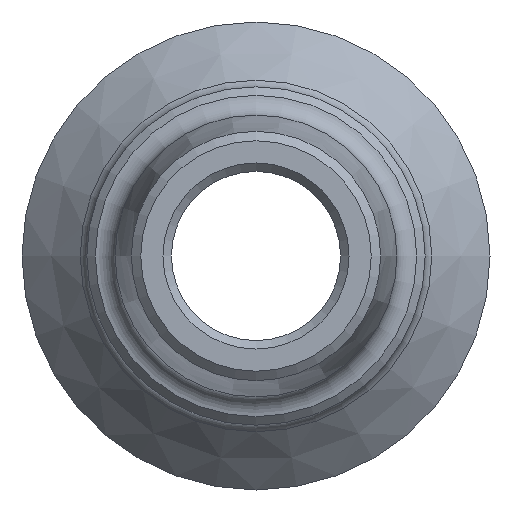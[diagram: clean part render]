
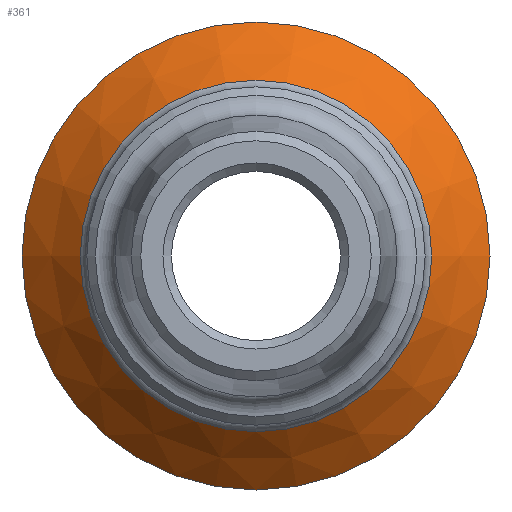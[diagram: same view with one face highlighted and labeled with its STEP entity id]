
A CAD part, left-side view. The second image highlights one B-rep face of the part: STEP entity #361.
In plain terms, the highlighted conical face has half-angle 45 degrees and reference radius 7.15 mm.
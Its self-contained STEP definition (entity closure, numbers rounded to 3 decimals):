
#25=CONICAL_SURFACE('',#417,7.15,0.785);
#37=LINE('',#638,#51);
#51=VECTOR('',#504,7.15);
#71=FACE_OUTER_BOUND('',#95,.T.);
#95=EDGE_LOOP('',(#267,#268,#269,#270,#271));
#127=CIRCLE('',#411,6.234);
#128=CIRCLE('',#412,6.234);
#132=CIRCLE('',#418,8.3);
#165=VERTEX_POINT('',#623);
#166=VERTEX_POINT('',#625);
#169=VERTEX_POINT('',#636);
#201=EDGE_CURVE('',#165,#166,#127,.T.);
#202=EDGE_CURVE('',#166,#165,#128,.T.);
#207=EDGE_CURVE('',#169,#169,#132,.T.);
#208=EDGE_CURVE('',#169,#166,#37,.T.);
#267=ORIENTED_EDGE('',*,*,#207,.F.);
#268=ORIENTED_EDGE('',*,*,#208,.T.);
#269=ORIENTED_EDGE('',*,*,#201,.F.);
#270=ORIENTED_EDGE('',*,*,#202,.F.);
#271=ORIENTED_EDGE('',*,*,#208,.F.);
#361=ADVANCED_FACE('',(#71),#25,.T.);
#411=AXIS2_PLACEMENT_3D('',#626,#487,#488);
#412=AXIS2_PLACEMENT_3D('',#627,#489,#490);
#417=AXIS2_PLACEMENT_3D('',#635,#500,#501);
#418=AXIS2_PLACEMENT_3D('',#637,#502,#503);
#487=DIRECTION('center_axis',(-1.,0.,0.));
#488=DIRECTION('ref_axis',(0.,-1.,0.));
#489=DIRECTION('center_axis',(-1.,0.,0.));
#490=DIRECTION('ref_axis',(0.,-1.,0.));
#500=DIRECTION('center_axis',(1.,0.,0.));
#501=DIRECTION('ref_axis',(0.,1.,0.));
#502=DIRECTION('center_axis',(1.,0.,0.));
#503=DIRECTION('ref_axis',(0.,0.,-1.));
#504=DIRECTION('',(-0.707,0.707,0.));
#623=CARTESIAN_POINT('',(-9.066,0.,6.234));
#625=CARTESIAN_POINT('',(-9.066,-6.234,0.));
#626=CARTESIAN_POINT('Origin',(-9.066,0.,0.));
#627=CARTESIAN_POINT('Origin',(-9.066,0.,0.));
#635=CARTESIAN_POINT('Origin',(-8.15,0.,0.));
#636=CARTESIAN_POINT('',(-7.,-8.3,0.));
#637=CARTESIAN_POINT('Origin',(-7.,0.,0.));
#638=CARTESIAN_POINT('',(-8.15,-7.15,0.));
